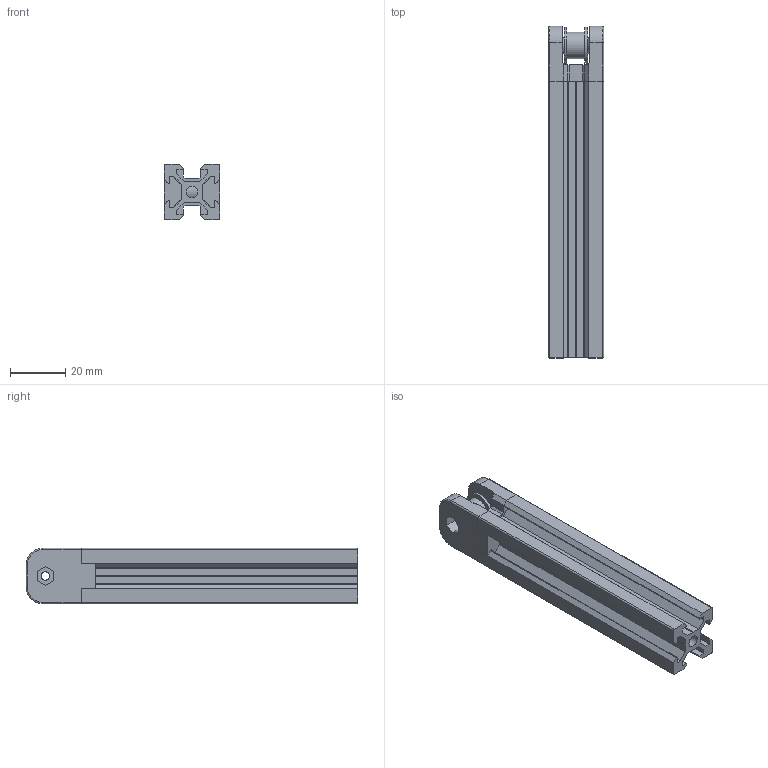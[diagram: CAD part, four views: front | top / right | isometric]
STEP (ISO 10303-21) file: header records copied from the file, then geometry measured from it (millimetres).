
FILE_DESCRIPTION(/* description */ (''),/* implementation_level */ '2;1');
FILE_NAME(/* name */ 'Pulley Mount.step',/* time_stamp */ '2022-08-10T18:13:14-05:00',/* author */ (''),/* organization */ (''),/* preprocessor_version */ 'ST-DEVELOPER v19',/* originating_system */ 'Autodesk Translation Framework v11.7.0.108',/* authorisation */ '');
FILE_SCHEMA (('AUTOMOTIVE_DESIGN { 1 0 10303 214 3 1 1 }'));
Length unit declared in the file: millimetre
Products named in the file (4): Pulley Mount; Component1; Component2; Pulley Assembly
Assembly tree (3 placements, depth 2):
  Pulley Mount
    Component1
    Component2
    Pulley Assembly
Bounding box: 20 x 120 x 20 mm (x, y, z)
Volume: 22556.7 mm3; surface area: 20186.2 mm2
Topology: 3 solids, 3 shells, 165 faces, 450 edges, 297 vertices
Faces by surface type: plane 132, cylinder 26, torus 4, cone 3
Full cylindrical faces by diameter (mm): 3 x3, 4.2 x1, 5.2 x1, 5.5 x1, 9 x1, 9.5 x1, 13 x2
Entity records: 5306 total; most frequent: CARTESIAN_POINT 947, ORIENTED_EDGE 900, DIRECTION 857, EDGE_CURVE 450, LINE 381, VECTOR 381, VERTEX_POINT 297, AXIS2_PLACEMENT_3D 238
